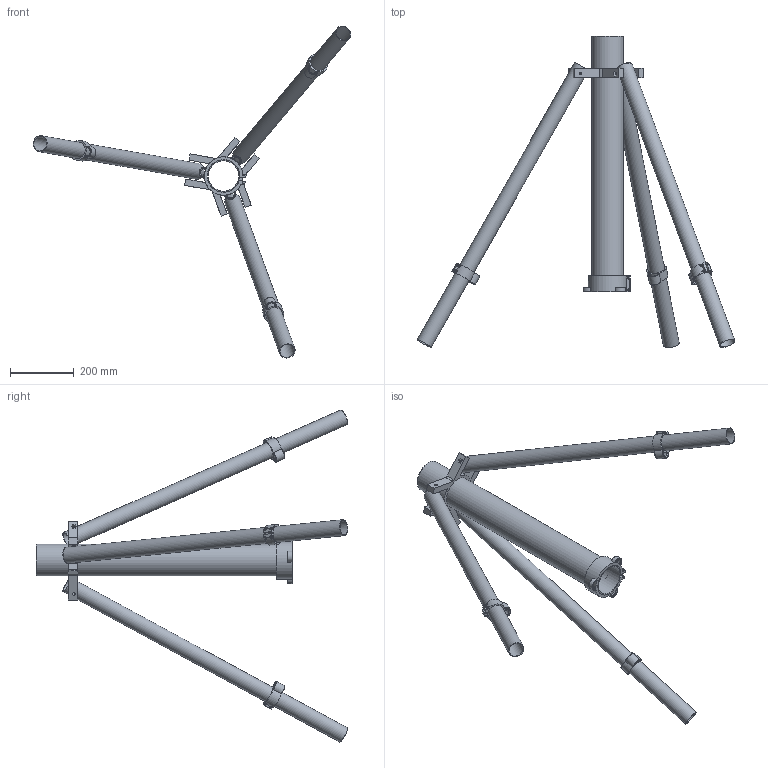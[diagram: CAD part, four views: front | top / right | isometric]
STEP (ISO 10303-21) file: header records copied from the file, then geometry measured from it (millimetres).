
FILE_DESCRIPTION(/* description */ (''),/* implementation_level */ '2;1');
FILE_NAME(/* name */ 'Untitled v1.step',/* time_stamp */ '2024-08-29T20:07:15+10:00',/* author */ (''),/* organization */ (''),/* preprocessor_version */ 'ST-DEVELOPER v20',/* originating_system */ 'Autodesk Translation Framework v13.14.0.145',/* authorisation */ '');
FILE_SCHEMA (('AUTOMOTIVE_DESIGN { 1 0 10303 214 3 1 1 }'));
Length unit declared in the file: millimetre
Products named in the file (1): Untitled
Bounding box: 993.42 x 974.03 x 1038.65 mm (x, y, z)
Volume: 2140380.8 mm3; surface area: 1571267.1 mm2
Topology: 9 solids, 9 shells, 253 faces, 661 edges, 442 vertices
Faces by surface type: plane 148, cylinder 93, torus 12
Full cylindrical faces by diameter (mm): 3.2 x12, 4.2 x4, 5.7 x6, 7.4 x2, 8.2 x8, 46 x3, 50 x3, 95 x1, 100 x1, 102 x1
Entity records: 8586 total; most frequent: CARTESIAN_POINT 2065, ORIENTED_EDGE 1322, DIRECTION 1319, EDGE_CURVE 661, AXIS2_PLACEMENT_3D 448, VERTEX_POINT 442, LINE 423, VECTOR 423
